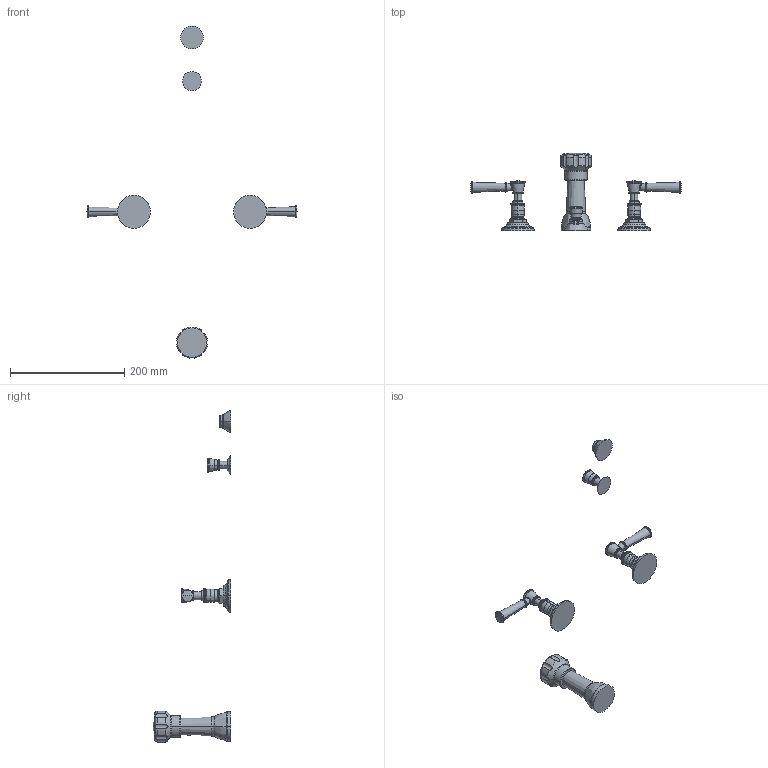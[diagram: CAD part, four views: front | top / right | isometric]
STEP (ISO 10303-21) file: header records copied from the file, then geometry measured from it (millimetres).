
FILE_DESCRIPTION((''),'2;1');
FILE_NAME('2919','2021-02-01T10:41:14',('jinson.thomas'),(''),'CREO PARAMETRIC BY PTC INC, 2018400','CREO PARAMETRIC BY PTC INC, 2018400','');
FILE_SCHEMA(('CONFIG_CONTROL_DESIGN'));
Length unit declared in the file: inch
Products named in the file (1): 2919
Bounding box: 368.6 x 135.97 x 580.53 mm (x, y, z)
Volume: 331922.6 mm3; surface area: 63238.4 mm2
Topology: 5 solids, 5 shells, 850 faces, 2334 edges, 1504 vertices
Faces by surface type: plane 432, bspline 262, torus 70, cylinder 48, cone 18, revolution 12, sphere 8
Entity records: 41436 total; most frequent: CARTESIAN_POINT 22588, ORIENTED_EDGE 4644, DIRECTION 2890, EDGE_CURVE 2322, VERTEX_POINT 1504, B_SPLINE_CURVE_WITH_KNOTS 1210, AXIS2_PLACEMENT_3D 1178, EDGE_LOOP 872
